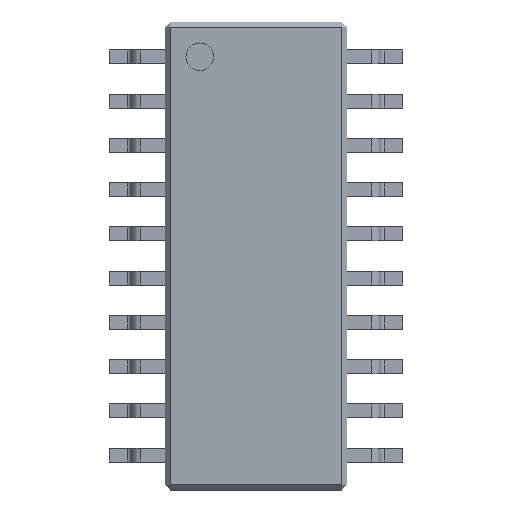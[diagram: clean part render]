
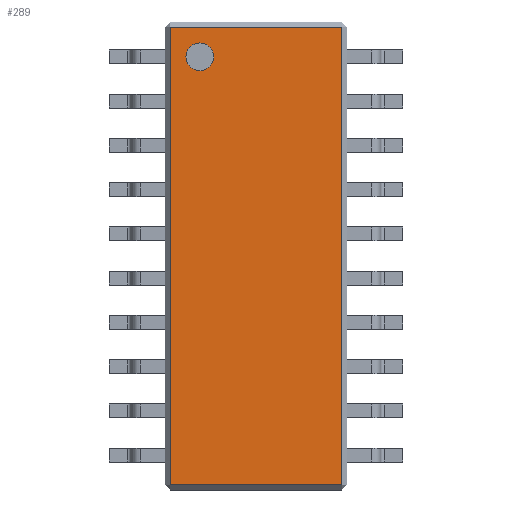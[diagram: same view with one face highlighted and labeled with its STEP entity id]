
A CAD part, top view. The second image highlights one B-rep face of the part: STEP entity #289.
In plain terms, the highlighted planar face has unit normal (0, 0, 1).
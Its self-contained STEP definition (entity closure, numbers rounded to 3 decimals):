
#13=DIRECTION('',(0.,0.,1.));
#14=DIRECTION('',(1.,0.,0.));
#83=VECTOR('',#84,1.);
#84=DIRECTION('',(0.,1.,0.));
#158=VERTEX_POINT('',#159);
#159=CARTESIAN_POINT('',(-2.46,-6.565,1.2));
#167=VERTEX_POINT('',#168);
#168=CARTESIAN_POINT('',(-2.46,6.565,1.2));
#173=ORIENTED_EDGE('',*,*,#174,.F.);
#174=EDGE_CURVE('',#158,#167,#175,.T.);
#175=LINE('',#176,#83);
#176=CARTESIAN_POINT('',(-2.46,-6.715,1.2));
#246=VECTOR('',#14,1.);
#289=ADVANCED_FACE('',(#290,#308),#317,.T.);
#290=FACE_BOUND('',#291,.T.);
#291=EDGE_LOOP('',(#173,#292,#298,#304));
#292=ORIENTED_EDGE('',*,*,#293,.T.);
#293=EDGE_CURVE('',#158,#294,#296,.T.);
#294=VERTEX_POINT('',#295);
#295=CARTESIAN_POINT('',(2.46,-6.565,1.2));
#296=LINE('',#297,#246);
#297=CARTESIAN_POINT('',(-2.61,-6.565,1.2));
#298=ORIENTED_EDGE('',*,*,#299,.T.);
#299=EDGE_CURVE('',#294,#300,#302,.T.);
#300=VERTEX_POINT('',#301);
#301=CARTESIAN_POINT('',(2.46,6.565,1.2));
#302=LINE('',#303,#83);
#303=CARTESIAN_POINT('',(2.46,-6.715,1.2));
#304=ORIENTED_EDGE('',*,*,#305,.F.);
#305=EDGE_CURVE('',#167,#300,#306,.T.);
#306=LINE('',#307,#246);
#307=CARTESIAN_POINT('',(-2.61,6.565,1.2));
#308=FACE_BOUND('',#309,.T.);
#309=EDGE_LOOP('',(#310));
#310=ORIENTED_EDGE('',*,*,#311,.F.);
#311=EDGE_CURVE('',#312,#312,#314,.T.);
#312=VERTEX_POINT('',#313);
#313=CARTESIAN_POINT('',(-1.21,5.715,1.2));
#314=CIRCLE('',#315,0.4);
#315=AXIS2_PLACEMENT_3D('',#316,#13,#14);
#316=CARTESIAN_POINT('',(-1.61,5.715,1.2));
#317=PLANE('',#318);
#318=AXIS2_PLACEMENT_3D('',#319,#13,#14);
#319=CARTESIAN_POINT('',(-2.61,-6.715,1.2));
